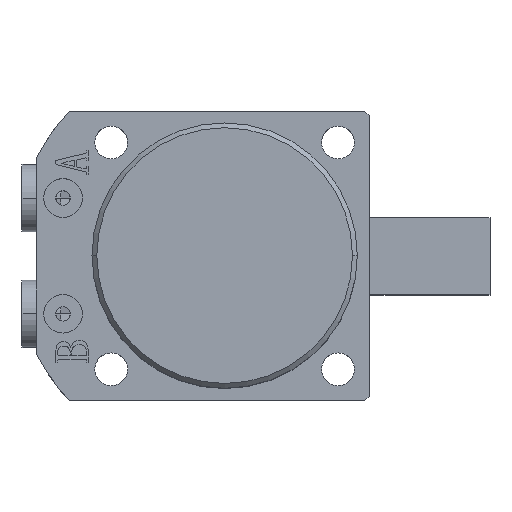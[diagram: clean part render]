
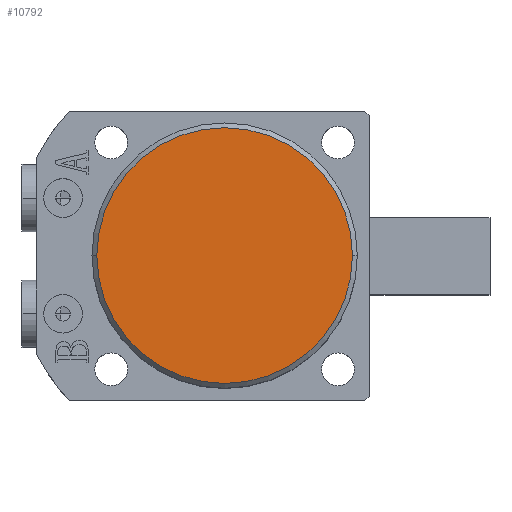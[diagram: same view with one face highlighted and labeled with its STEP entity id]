
A CAD part, top view. The second image highlights one B-rep face of the part: STEP entity #10792.
In plain terms, the highlighted planar face has unit normal (0, 0, 1).
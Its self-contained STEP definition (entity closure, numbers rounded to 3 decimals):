
#308 = EDGE_CURVE ( 'NONE', #3149, #3148, #4726, .T. ) ;
#576 = EDGE_LOOP ( 'NONE', ( #5564, #5642 ) ) ;
#1266 = CARTESIAN_POINT ( 'NONE',  ( 0., 0., 65. ) ) ;
#1267 = DIRECTION ( 'NONE',  ( 0., 0., 1. ) ) ;
#1268 = DIRECTION ( 'NONE',  ( 1., 0., 0. ) ) ;
#3148 = VERTEX_POINT ( 'NONE', #8930 ) ;
#3149 = VERTEX_POINT ( 'NONE', #8929 ) ;
#3407 = CARTESIAN_POINT ( 'NONE',  ( 0., 0., 65. ) ) ;
#3414 = PLANE ( 'NONE',  #6706 ) ;
#3417 = DIRECTION ( 'NONE',  ( 0., 0., 1. ) ) ;
#3418 = DIRECTION ( 'NONE',  ( 1., 0., 0. ) ) ;
#4726 = CIRCLE ( 'NONE', #6131, 26.5 ) ;
#5358 = CARTESIAN_POINT ( 'NONE',  ( 0., 0., 65. ) ) ;
#5359 = DIRECTION ( 'NONE',  ( 0., 0., 1. ) ) ;
#5360 = DIRECTION ( 'NONE',  ( 1., 0., 0. ) ) ;
#5564 = ORIENTED_EDGE ( 'NONE', *, *, #308, .T. ) ;
#5642 = ORIENTED_EDGE ( 'NONE', *, *, #5895, .T. ) ;
#5895 = EDGE_CURVE ( 'NONE', #3148, #3149, #8096, .T. ) ;
#6131 = AXIS2_PLACEMENT_3D ( 'NONE', #5358, #5359, #5360 ) ;
#6534 = AXIS2_PLACEMENT_3D ( 'NONE', #1266, #1267, #1268 ) ;
#6706 = AXIS2_PLACEMENT_3D ( 'NONE', #3407, #3417, #3418 ) ;
#8096 = CIRCLE ( 'NONE', #6534, 26.5 ) ;
#8590 = FACE_OUTER_BOUND ( 'NONE', #576, .T. ) ;
#8929 = CARTESIAN_POINT ( 'NONE',  ( -26.5, 0., 65. ) ) ;
#8930 = CARTESIAN_POINT ( 'NONE',  ( 26.5, 0., 65. ) ) ;
#10792 = ADVANCED_FACE ( 'NONE', ( #8590 ), #3414, .T. ) ;
